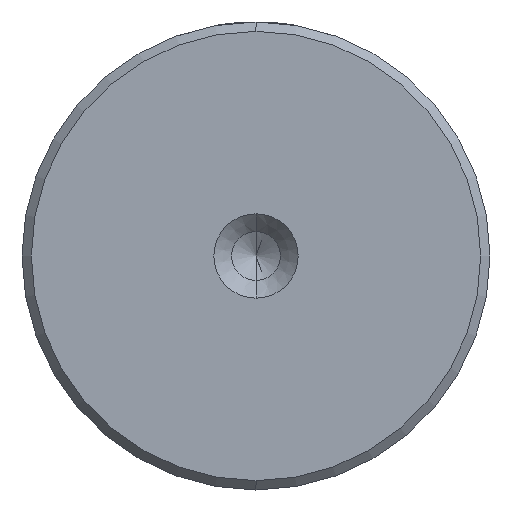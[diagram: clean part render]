
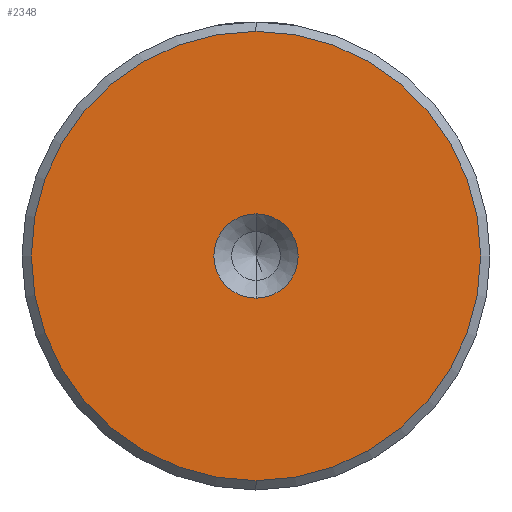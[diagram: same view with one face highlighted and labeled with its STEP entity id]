
A CAD part, left-side view. The second image highlights one B-rep face of the part: STEP entity #2348.
In plain terms, the highlighted planar face has unit normal (-1, 0, 0).
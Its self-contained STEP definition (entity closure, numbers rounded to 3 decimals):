
#1 = CARTESIAN_POINT ( 'NONE',  ( 0., 0., -2.25 ) ) ;
#40 = DIRECTION ( 'NONE',  ( 0., 0., 1. ) ) ;
#71 = VERTEX_POINT ( 'NONE', #638 ) ;
#158 = CARTESIAN_POINT ( 'NONE',  ( 0., 0., 0. ) ) ;
#350 = DIRECTION ( 'NONE',  ( 0., 0., 1. ) ) ;
#416 = EDGE_LOOP ( 'NONE', ( #939, #999 ) ) ;
#462 = FACE_BOUND ( 'NONE', #1748, .T. ) ;
#466 = CIRCLE ( 'NONE', #1494, 2.25 ) ;
#638 = CARTESIAN_POINT ( 'NONE',  ( 0., 0., 12. ) ) ;
#680 = DIRECTION ( 'NONE',  ( 0., 0., 1. ) ) ;
#686 = VERTEX_POINT ( 'NONE', #1208 ) ;
#731 = VERTEX_POINT ( 'NONE', #953 ) ;
#734 = CARTESIAN_POINT ( 'NONE',  ( 0., 0., 0. ) ) ;
#735 = VERTEX_POINT ( 'NONE', #1 ) ;
#928 = DIRECTION ( 'NONE',  ( 0., 0., 1. ) ) ;
#939 = ORIENTED_EDGE ( 'NONE', *, *, #1941, .T. ) ;
#949 = DIRECTION ( 'NONE',  ( -1., 0., 0. ) ) ;
#953 = CARTESIAN_POINT ( 'NONE',  ( 0., 0., -12. ) ) ;
#999 = ORIENTED_EDGE ( 'NONE', *, *, #1470, .T. ) ;
#1023 = ORIENTED_EDGE ( 'NONE', *, *, #1860, .F. ) ;
#1047 = CARTESIAN_POINT ( 'NONE',  ( 0., 0., 0. ) ) ;
#1083 = AXIS2_PLACEMENT_3D ( 'NONE', #2273, #1181, #40 ) ;
#1118 = AXIS2_PLACEMENT_3D ( 'NONE', #1047, #1958, #680 ) ;
#1181 = DIRECTION ( 'NONE',  ( -1., 0., 0. ) ) ;
#1191 = EDGE_CURVE ( 'NONE', #686, #735, #1810, .T. ) ;
#1208 = CARTESIAN_POINT ( 'NONE',  ( 0., 0., 2.25 ) ) ;
#1453 = DIRECTION ( 'NONE',  ( -1., 0., 0. ) ) ;
#1470 = EDGE_CURVE ( 'NONE', #71, #731, #2153, .T. ) ;
#1494 = AXIS2_PLACEMENT_3D ( 'NONE', #158, #1453, #350 ) ;
#1748 = EDGE_LOOP ( 'NONE', ( #2316, #1023 ) ) ;
#1753 = CIRCLE ( 'NONE', #2378, 12. ) ;
#1775 = PLANE ( 'NONE',  #1118 ) ;
#1810 = CIRCLE ( 'NONE', #1083, 2.25 ) ;
#1842 = AXIS2_PLACEMENT_3D ( 'NONE', #2053, #949, #2233 ) ;
#1860 = EDGE_CURVE ( 'NONE', #735, #686, #466, .T. ) ;
#1941 = EDGE_CURVE ( 'NONE', #731, #71, #1753, .T. ) ;
#1958 = DIRECTION ( 'NONE',  ( -1., 0., 0. ) ) ;
#2030 = DIRECTION ( 'NONE',  ( -1., 0., 0. ) ) ;
#2053 = CARTESIAN_POINT ( 'NONE',  ( 0., 0., 0. ) ) ;
#2153 = CIRCLE ( 'NONE', #1842, 12. ) ;
#2233 = DIRECTION ( 'NONE',  ( 0., 0., 1. ) ) ;
#2273 = CARTESIAN_POINT ( 'NONE',  ( 0., 0., 0. ) ) ;
#2316 = ORIENTED_EDGE ( 'NONE', *, *, #1191, .F. ) ;
#2348 = ADVANCED_FACE ( 'NONE', ( #2416, #462 ), #1775, .T. ) ;
#2378 = AXIS2_PLACEMENT_3D ( 'NONE', #734, #2030, #928 ) ;
#2416 = FACE_OUTER_BOUND ( 'NONE', #416, .T. ) ;
